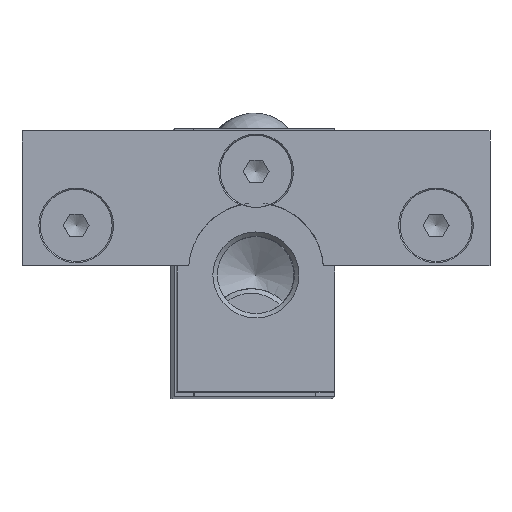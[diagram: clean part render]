
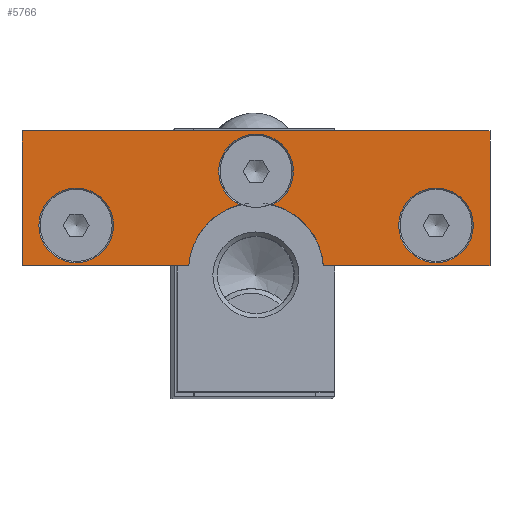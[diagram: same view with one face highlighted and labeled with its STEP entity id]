
A CAD part, top view. The second image highlights one B-rep face of the part: STEP entity #5766.
In plain terms, the highlighted planar face has unit normal (0.004, 0, 1).
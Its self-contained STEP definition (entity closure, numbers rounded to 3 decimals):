
#172=FACE_BOUND('',#1595,.T.);
#173=FACE_BOUND('',#1596,.T.);
#293=PLANE('',#6334);
#553=LINE('',#9624,#899);
#554=LINE('',#9626,#900);
#555=LINE('',#9628,#901);
#556=LINE('',#9630,#902);
#557=LINE('',#9631,#903);
#899=VECTOR('',#7562,10.);
#900=VECTOR('',#7563,10.);
#901=VECTOR('',#7564,10.);
#902=VECTOR('',#7565,10.);
#903=VECTOR('',#7566,10.);
#1292=FACE_OUTER_BOUND('',#1594,.T.);
#1594=EDGE_LOOP('',(#4391,#4392,#4393,#4394,#4395,#4396,#4397,#4398));
#1595=EDGE_LOOP('',(#4399));
#1596=EDGE_LOOP('',(#4400));
#1958=CIRCLE('',#6301,7.5);
#1960=CIRCLE('',#6303,7.5);
#1974=CIRCLE('',#6333,4.15);
#1975=CIRCLE('',#6335,4.15);
#1976=CIRCLE('',#6336,4.15);
#2466=VERTEX_POINT('',#9489);
#2467=VERTEX_POINT('',#9494);
#2470=VERTEX_POINT('',#9500);
#2471=VERTEX_POINT('',#9502);
#2507=VERTEX_POINT('',#9618);
#2508=VERTEX_POINT('',#9623);
#2509=VERTEX_POINT('',#9625);
#2510=VERTEX_POINT('',#9627);
#2511=VERTEX_POINT('',#9629);
#2512=VERTEX_POINT('',#9632);
#3165=EDGE_CURVE('',#2467,#2466,#1958,.T.);
#3169=EDGE_CURVE('',#2471,#2470,#1960,.T.);
#3216=EDGE_CURVE('',#2507,#2507,#1974,.T.);
#3218=EDGE_CURVE('',#2471,#2466,#1975,.T.);
#3219=EDGE_CURVE('',#2470,#2508,#553,.T.);
#3220=EDGE_CURVE('',#2508,#2509,#554,.T.);
#3221=EDGE_CURVE('',#2509,#2510,#555,.T.);
#3222=EDGE_CURVE('',#2510,#2511,#556,.T.);
#3223=EDGE_CURVE('',#2511,#2467,#557,.T.);
#3224=EDGE_CURVE('',#2512,#2512,#1976,.T.);
#4391=ORIENTED_EDGE('',*,*,#3218,.F.);
#4392=ORIENTED_EDGE('',*,*,#3169,.T.);
#4393=ORIENTED_EDGE('',*,*,#3219,.T.);
#4394=ORIENTED_EDGE('',*,*,#3220,.T.);
#4395=ORIENTED_EDGE('',*,*,#3221,.T.);
#4396=ORIENTED_EDGE('',*,*,#3222,.T.);
#4397=ORIENTED_EDGE('',*,*,#3223,.T.);
#4398=ORIENTED_EDGE('',*,*,#3165,.T.);
#4399=ORIENTED_EDGE('',*,*,#3224,.F.);
#4400=ORIENTED_EDGE('',*,*,#3216,.F.);
#5766=ADVANCED_FACE('',(#1292,#172,#173),#293,.T.);
#6301=AXIS2_PLACEMENT_3D('',#9495,#7464,#7465);
#6303=AXIS2_PLACEMENT_3D('',#9503,#7470,#7471);
#6333=AXIS2_PLACEMENT_3D('',#9619,#7555,#7556);
#6334=AXIS2_PLACEMENT_3D('',#9621,#7558,#7559);
#6335=AXIS2_PLACEMENT_3D('',#9622,#7560,#7561);
#6336=AXIS2_PLACEMENT_3D('',#9633,#7567,#7568);
#7464=DIRECTION('center_axis',(-0.004,0.,
-1.));
#7465=DIRECTION('ref_axis',(0.998,0.067,-0.004));
#7470=DIRECTION('center_axis',(-0.004,0.,
-1.));
#7471=DIRECTION('ref_axis',(0.998,0.067,-0.004));
#7555=DIRECTION('center_axis',(0.004,0.,
1.));
#7556=DIRECTION('ref_axis',(-1.,0.,0.004));
#7558=DIRECTION('center_axis',(0.004,0.,
1.));
#7559=DIRECTION('ref_axis',(1.,0.,-0.004));
#7560=DIRECTION('center_axis',(0.004,0.,
1.));
#7561=DIRECTION('ref_axis',(-1.,0.,0.004));
#7562=DIRECTION('',(1.,0.,-0.004));
#7563=DIRECTION('',(0.,1.,0.));
#7564=DIRECTION('',(-1.,0.,0.004));
#7565=DIRECTION('',(0.,-1.,0.));
#7566=DIRECTION('',(1.,0.,-0.004));
#7567=DIRECTION('center_axis',(0.004,0.,
1.));
#7568=DIRECTION('ref_axis',(-1.,0.,0.004));
#9489=CARTESIAN_POINT('',(-27.586,14.87,-9.422));
#9494=CARTESIAN_POINT('',(-33.242,8.096,-9.4));
#9495=CARTESIAN_POINT('Origin',(-25.758,7.596,-9.428));
#9500=CARTESIAN_POINT('',(-18.275,8.096,-9.457));
#9502=CARTESIAN_POINT('',(-23.931,14.87,-9.435));
#9503=CARTESIAN_POINT('Origin',(-25.758,7.596,-9.428));
#9618=CARTESIAN_POINT('',(-1.609,12.596,-9.52));
#9619=CARTESIAN_POINT('Origin',(-5.759,12.596,-9.504));
#9621=CARTESIAN_POINT('Origin',(-25.758,16.045,-9.428));
#9622=CARTESIAN_POINT('Origin',(-25.758,18.596,-9.428));
#9623=CARTESIAN_POINT('',(0.241,8.096,-9.527));
#9624=CARTESIAN_POINT('',(0.241,8.096,-9.527));
#9625=CARTESIAN_POINT('',(0.241,23.096,-9.527));
#9626=CARTESIAN_POINT('',(0.241,23.096,-9.527));
#9627=CARTESIAN_POINT('',(-51.758,23.096,-9.33));
#9628=CARTESIAN_POINT('',(-51.758,23.096,-9.33));
#9629=CARTESIAN_POINT('',(-51.758,8.096,-9.33));
#9630=CARTESIAN_POINT('',(-51.758,8.096,-9.33));
#9631=CARTESIAN_POINT('',(-33.242,8.096,-9.4));
#9632=CARTESIAN_POINT('',(-41.608,12.596,-9.368));
#9633=CARTESIAN_POINT('Origin',(-45.758,12.596,-9.353));
